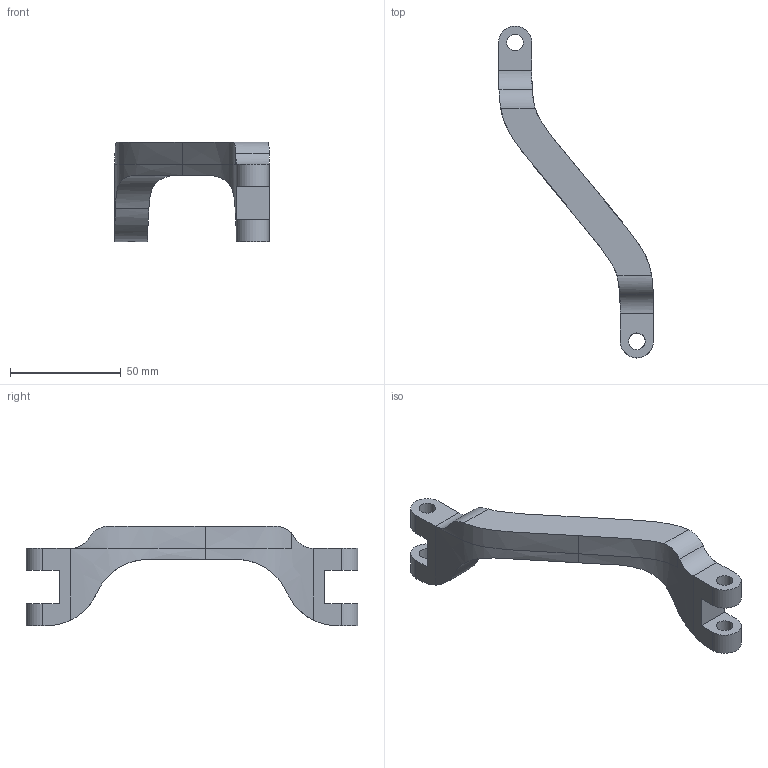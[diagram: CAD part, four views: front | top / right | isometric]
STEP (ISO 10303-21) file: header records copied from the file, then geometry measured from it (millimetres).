
FILE_DESCRIPTION(/* description */ (''),/* implementation_level */ '2;1');
FILE_NAME(/* name */ 'leg v6.stp',/* time_stamp */ '2022-06-18T23:09:15+02:00',/* author */ (''),/* organization */ (''),/* preprocessor_version */ 'ST-DEVELOPER v19',/* originating_system */ 'Autodesk Translation Framework v11.7.0.108',/* authorisation */ '');
FILE_SCHEMA (('AUTOMOTIVE_DESIGN { 1 0 10303 214 3 1 1 }'));
Length unit declared in the file: millimetre
Products named in the file (1): leg
Bounding box: 70 x 150 x 45 mm (x, y, z)
Volume: 48383.1 mm3; surface area: 14407.3 mm2
Topology: 1 solids, 1 shells, 40 faces, 114 edges, 74 vertices
Faces by surface type: plane 16, cylinder 16, bspline 8
Full cylindrical faces by diameter (mm): 7.5 x4
Entity records: 1901 total; most frequent: CARTESIAN_POINT 885, ORIENTED_EDGE 228, DIRECTION 170, EDGE_CURVE 114, VERTEX_POINT 74, LINE 60, VECTOR 60, AXIS2_PLACEMENT_3D 55
